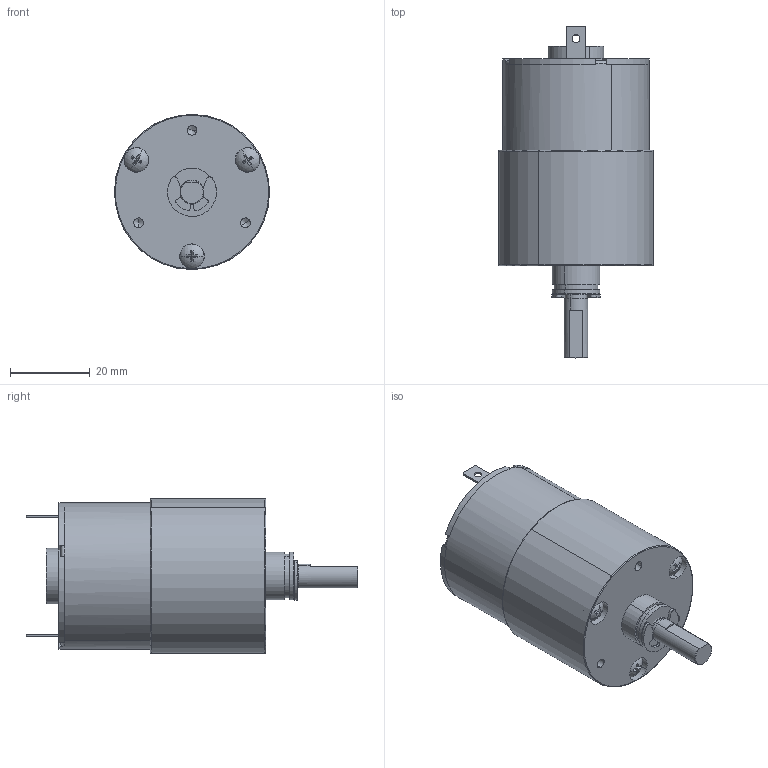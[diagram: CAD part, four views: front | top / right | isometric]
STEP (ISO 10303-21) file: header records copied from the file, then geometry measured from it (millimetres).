
FILE_DESCRIPTION(('CATIA V5 STEP Exchange'),'2;1');
FILE_NAME('moteur NIDEC HG37-120-AB-00 & HG37-150-AB-00 & HG37-200-AB-00 & HG37-300-AB-00.stp','2023-01-30T10:54:44+00:00',('none'),('none'),'CATIA Version 5 Release 19 SP 8 (IN-10)','CATIA V5 STEP AP203','none');
FILE_SCHEMA(('CONFIG_CONTROL_DESIGN'));
Length unit declared in the file: millimetre
Products named in the file (1): moteur NIDEC HG37-120-AB-00 &  HG37-150-AB-00 &  HG37-200-AB-00 &  HG37-300-AB-00
Bounding box: 38.99 x 83.45 x 38.99 mm (x, y, z)
Volume: 77912.8 mm3; surface area: 16535.2 mm2
Topology: 10 solids, 10 shells, 307 faces, 769 edges, 497 vertices
Faces by surface type: plane 153, cylinder 80, cone 27, extrusion 23, torus 18, sphere 6
Entity records: 8925 total; most frequent: CARTESIAN_POINT 2130, ORIENTED_EDGE 1514, DIRECTION 1085, EDGE_CURVE 757, VERTEX_POINT 497, AXIS2_PLACEMENT_3D 447, VECTOR 431, LINE 408
